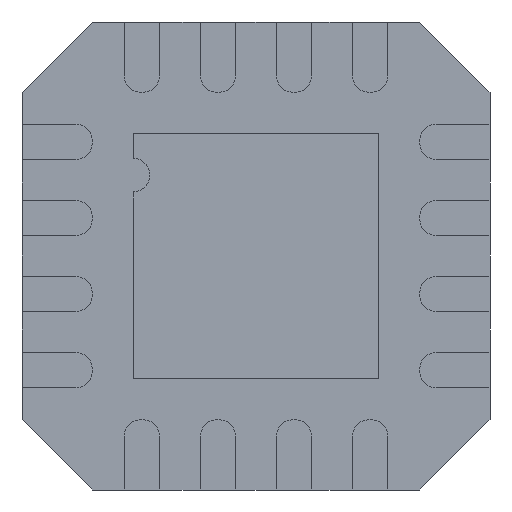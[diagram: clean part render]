
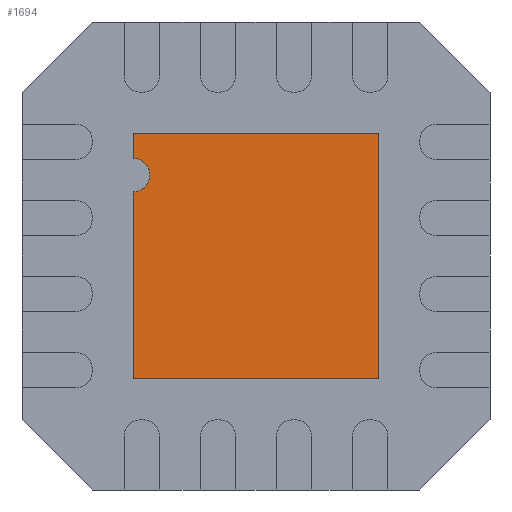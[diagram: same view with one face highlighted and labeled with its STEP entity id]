
A CAD part, front view. The second image highlights one B-rep face of the part: STEP entity #1694.
In plain terms, the highlighted planar face has unit normal (0, -1, 0).
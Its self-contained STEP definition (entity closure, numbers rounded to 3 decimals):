
#13 = CARTESIAN_POINT ( 'NONE',  ( -1.05, 0., 0.547 ) ) ;
#169 = CARTESIAN_POINT ( 'NONE',  ( -1.05, 0., 1.05 ) ) ;
#242 = VECTOR ( 'NONE', #1131, 1000. ) ;
#272 = ORIENTED_EDGE ( 'NONE', *, *, #3272, .F. ) ;
#274 = DIRECTION ( 'NONE',  ( 0., -1., 0. ) ) ;
#277 = CARTESIAN_POINT ( 'NONE',  ( 1.05, 0., 1.05 ) ) ;
#288 = LINE ( 'NONE', #1757, #1479 ) ;
#310 = DIRECTION ( 'NONE',  ( 0., 0., -1. ) ) ;
#415 = CARTESIAN_POINT ( 'NONE',  ( -1.05, 0., 0.691 ) ) ;
#503 = VERTEX_POINT ( 'NONE', #2828 ) ;
#624 = LINE ( 'NONE', #3061, #3357 ) ;
#654 = EDGE_CURVE ( 'NONE', #2633, #1878, #3422, .T. ) ;
#731 = DIRECTION ( 'NONE',  ( 0., 0., 1. ) ) ;
#762 = CARTESIAN_POINT ( 'NONE',  ( -1.05, 0., 0.835 ) ) ;
#805 = CARTESIAN_POINT ( 'NONE',  ( -1.05, 0., 0. ) ) ;
#875 = CARTESIAN_POINT ( 'NONE',  ( 0., 0., 0. ) ) ;
#917 = ORIENTED_EDGE ( 'NONE', *, *, #2843, .F. ) ;
#927 = AXIS2_PLACEMENT_3D ( 'NONE', #415, #1900, #3028 ) ;
#930 = ORIENTED_EDGE ( 'NONE', *, *, #654, .F. ) ;
#989 = ORIENTED_EDGE ( 'NONE', *, *, #1627, .F. ) ;
#1104 = DIRECTION ( 'NONE',  ( -1., 0., 0. ) ) ;
#1130 = CARTESIAN_POINT ( 'NONE',  ( 1.05, 0., 0. ) ) ;
#1131 = DIRECTION ( 'NONE',  ( 0., 0., 1. ) ) ;
#1189 = DIRECTION ( 'NONE',  ( 0., 0., -1. ) ) ;
#1267 = CARTESIAN_POINT ( 'NONE',  ( -1.05, 0., -1.05 ) ) ;
#1467 = VERTEX_POINT ( 'NONE', #1267 ) ;
#1479 = VECTOR ( 'NONE', #3496, 1000. ) ;
#1622 = EDGE_CURVE ( 'NONE', #1878, #2377, #288, .T. ) ;
#1627 = EDGE_CURVE ( 'NONE', #2377, #503, #1848, .T. ) ;
#1682 = LINE ( 'NONE', #3374, #2888 ) ;
#1694 = ADVANCED_FACE ( 'NONE', ( #1982 ), #2634, .T. ) ;
#1757 = CARTESIAN_POINT ( 'NONE',  ( 0., 0., 1.05 ) ) ;
#1848 = LINE ( 'NONE', #1130, #2084 ) ;
#1878 = VERTEX_POINT ( 'NONE', #169 ) ;
#1900 = DIRECTION ( 'NONE',  ( 0., -1., 0. ) ) ;
#1916 = AXIS2_PLACEMENT_3D ( 'NONE', #875, #274, #1189 ) ;
#1982 = FACE_OUTER_BOUND ( 'NONE', #2229, .T. ) ;
#2084 = VECTOR ( 'NONE', #310, 1000. ) ;
#2229 = EDGE_LOOP ( 'NONE', ( #989, #2432, #930, #2287, #272, #917 ) ) ;
#2287 = ORIENTED_EDGE ( 'NONE', *, *, #2616, .F. ) ;
#2377 = VERTEX_POINT ( 'NONE', #277 ) ;
#2432 = ORIENTED_EDGE ( 'NONE', *, *, #1622, .F. ) ;
#2465 = CIRCLE ( 'NONE', #927, 0.144 ) ;
#2616 = EDGE_CURVE ( 'NONE', #3600, #2633, #2465, .T. ) ;
#2633 = VERTEX_POINT ( 'NONE', #762 ) ;
#2634 = PLANE ( 'NONE',  #1916 ) ;
#2828 = CARTESIAN_POINT ( 'NONE',  ( 1.05, 0., -1.05 ) ) ;
#2843 = EDGE_CURVE ( 'NONE', #503, #1467, #624, .T. ) ;
#2888 = VECTOR ( 'NONE', #731, 1000. ) ;
#3028 = DIRECTION ( 'NONE',  ( 0., 0., -1. ) ) ;
#3061 = CARTESIAN_POINT ( 'NONE',  ( 0., 0., -1.05 ) ) ;
#3272 = EDGE_CURVE ( 'NONE', #1467, #3600, #1682, .T. ) ;
#3357 = VECTOR ( 'NONE', #1104, 1000. ) ;
#3374 = CARTESIAN_POINT ( 'NONE',  ( -1.05, 0., 0. ) ) ;
#3422 = LINE ( 'NONE', #805, #242 ) ;
#3496 = DIRECTION ( 'NONE',  ( 1., 0., 0. ) ) ;
#3600 = VERTEX_POINT ( 'NONE', #13 ) ;
